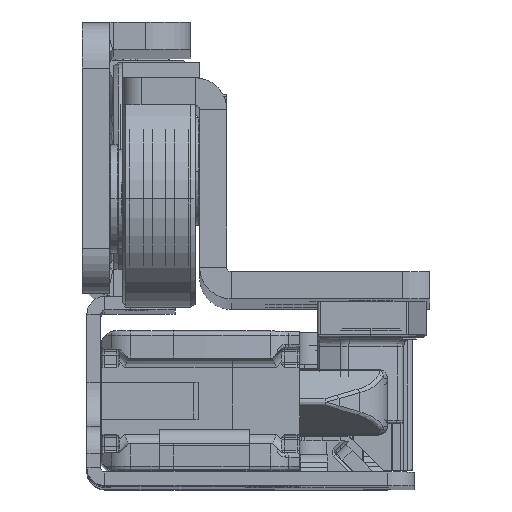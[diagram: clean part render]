
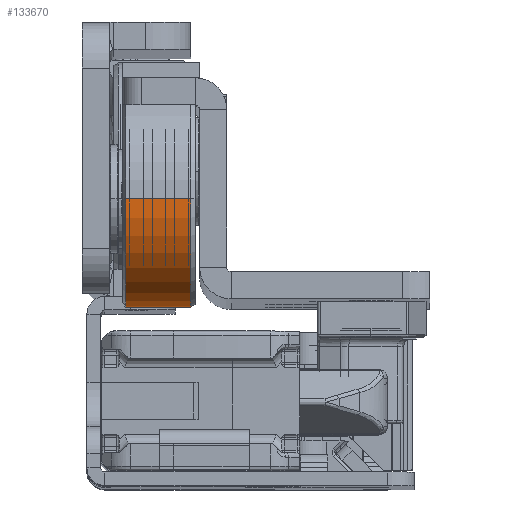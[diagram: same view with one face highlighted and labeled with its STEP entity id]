
A CAD part, top view. The second image highlights one B-rep face of the part: STEP entity #133670.
In plain terms, the highlighted cylindrical face has radius 12 mm (diameter 24 mm), a partial arc.
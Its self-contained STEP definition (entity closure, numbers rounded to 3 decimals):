
#953 = CARTESIAN_POINT ( 'NONE',  ( 0.5, 0., 0. ) ) ;
#5352 = DIRECTION ( 'NONE',  ( -1., 0., 0. ) ) ;
#12021 = CIRCLE ( 'NONE', #31547, 12. ) ;
#13859 = CARTESIAN_POINT ( 'NONE',  ( 7.711, 0., -12. ) ) ;
#18113 = VERTEX_POINT ( 'NONE', #13859 ) ;
#20766 = CARTESIAN_POINT ( 'NONE',  ( 0., 0., -12. ) ) ;
#21239 = CARTESIAN_POINT ( 'NONE',  ( 7.711, 0., 12. ) ) ;
#21792 = ORIENTED_EDGE ( 'NONE', *, *, #32954, .T. ) ;
#27454 = EDGE_CURVE ( 'NONE', #79293, #117156, #12021, .T. ) ;
#30808 = CARTESIAN_POINT ( 'NONE',  ( 0.5, 0., 12. ) ) ;
#31547 = AXIS2_PLACEMENT_3D ( 'NONE', #953, #83368, #72487 ) ;
#32954 = EDGE_CURVE ( 'NONE', #94690, #18113, #125858, .T. ) ;
#34877 = ORIENTED_EDGE ( 'NONE', *, *, #27454, .T. ) ;
#46831 = FACE_OUTER_BOUND ( 'NONE', #116775, .T. ) ;
#49446 = CARTESIAN_POINT ( 'NONE',  ( 7.711, 0., 0. ) ) ;
#50812 = CARTESIAN_POINT ( 'NONE',  ( 0.5, 0., -12. ) ) ;
#56224 = AXIS2_PLACEMENT_3D ( 'NONE', #49446, #80778, #121627 ) ;
#57717 = CARTESIAN_POINT ( 'NONE',  ( 0., 0., 0. ) ) ;
#60991 = LINE ( 'NONE', #20766, #100458 ) ;
#68104 = ORIENTED_EDGE ( 'NONE', *, *, #82903, .T. ) ;
#68732 = EDGE_CURVE ( 'NONE', #94690, #117156, #119058, .T. ) ;
#72287 = VECTOR ( 'NONE', #5352, 1000. ) ;
#72487 = DIRECTION ( 'NONE',  ( 0., 0., -1. ) ) ;
#79293 = VERTEX_POINT ( 'NONE', #50812 ) ;
#80778 = DIRECTION ( 'NONE',  ( -1., 0., 0. ) ) ;
#82903 = EDGE_CURVE ( 'NONE', #18113, #79293, #60991, .T. ) ;
#83368 = DIRECTION ( 'NONE',  ( 1., 0., 0. ) ) ;
#89098 = CARTESIAN_POINT ( 'NONE',  ( 0., 0., 12. ) ) ;
#89714 = CYLINDRICAL_SURFACE ( 'NONE', #121525, 12. ) ;
#94690 = VERTEX_POINT ( 'NONE', #21239 ) ;
#100458 = VECTOR ( 'NONE', #112719, 1000. ) ;
#112719 = DIRECTION ( 'NONE',  ( -1., 0., 0. ) ) ;
#114097 = ORIENTED_EDGE ( 'NONE', *, *, #68732, .F. ) ;
#116775 = EDGE_LOOP ( 'NONE', ( #21792, #68104, #34877, #114097 ) ) ;
#117156 = VERTEX_POINT ( 'NONE', #30808 ) ;
#119058 = LINE ( 'NONE', #89098, #72287 ) ;
#120356 = DIRECTION ( 'NONE',  ( -1., 0., 0. ) ) ;
#121525 = AXIS2_PLACEMENT_3D ( 'NONE', #57717, #120356, #130589 ) ;
#121627 = DIRECTION ( 'NONE',  ( 0., 0., 1. ) ) ;
#125858 = CIRCLE ( 'NONE', #56224, 12. ) ;
#130589 = DIRECTION ( 'NONE',  ( 0., 0., 1. ) ) ;
#133670 = ADVANCED_FACE ( 'NONE', ( #46831 ), #89714, .T. ) ;
